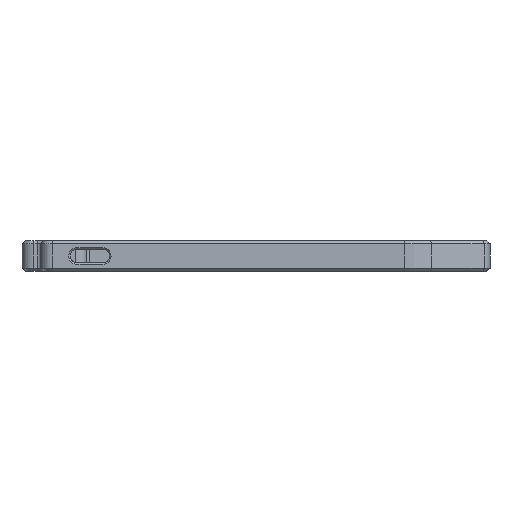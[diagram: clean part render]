
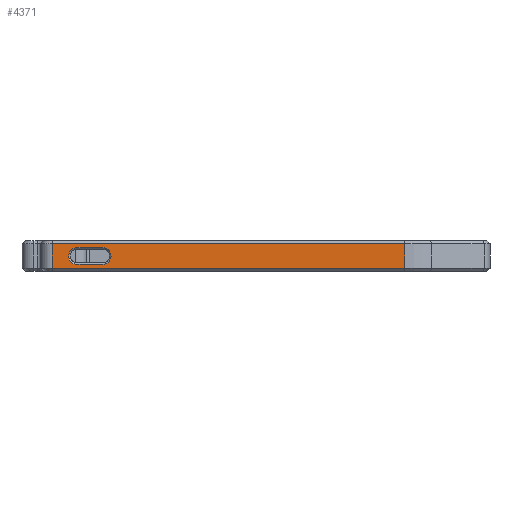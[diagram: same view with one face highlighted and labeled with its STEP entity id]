
A CAD part, left-side view. The second image highlights one B-rep face of the part: STEP entity #4371.
In plain terms, the highlighted planar face has unit normal (-1, 0, 0).
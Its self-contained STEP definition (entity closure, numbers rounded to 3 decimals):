
#1828 = VERTEX_POINT('',#1829);
#1829 = CARTESIAN_POINT('',(116.25,4.938,0.8));
#1878 = VERTEX_POINT('',#1879);
#1879 = CARTESIAN_POINT('',(116.25,94.5,0.8));
#1887 = EDGE_CURVE('',#1878,#1828,#1888,.T.);
#1888 = LINE('',#1889,#1890);
#1889 = CARTESIAN_POINT('',(116.25,94.5,0.8));
#1890 = VECTOR('',#1891,1.);
#1891 = DIRECTION('',(-0.,-1.,-0.));
#4350 = EDGE_CURVE('',#1828,#4351,#4353,.T.);
#4351 = VERTEX_POINT('',#4352);
#4352 = CARTESIAN_POINT('',(116.25,4.938,7.));
#4353 = LINE('',#4354,#4355);
#4354 = CARTESIAN_POINT('',(116.25,4.938,0.));
#4355 = VECTOR('',#4356,1.);
#4356 = DIRECTION('',(0.,0.,1.));
#4371 = ADVANCED_FACE('',(#4372,#4408),#4426,.F.);
#4372 = FACE_BOUND('',#4373,.T.);
#4373 = EDGE_LOOP('',(#4374,#4385,#4393,#4402));
#4374 = ORIENTED_EDGE('',*,*,#4375,.F.);
#4375 = EDGE_CURVE('',#4376,#4378,#4380,.T.);
#4376 = VERTEX_POINT('',#4377);
#4377 = CARTESIAN_POINT('',(116.25,88.29,6.));
#4378 = VERTEX_POINT('',#4379);
#4379 = CARTESIAN_POINT('',(116.25,88.29,1.78));
#4380 = CIRCLE('',#4381,2.11);
#4381 = AXIS2_PLACEMENT_3D('',#4382,#4383,#4384);
#4382 = CARTESIAN_POINT('',(116.25,88.29,3.89));
#4383 = DIRECTION('',(-1.,0.,0.));
#4384 = DIRECTION('',(0.,0.,1.));
#4385 = ORIENTED_EDGE('',*,*,#4386,.F.);
#4386 = EDGE_CURVE('',#4387,#4376,#4389,.T.);
#4387 = VERTEX_POINT('',#4388);
#4388 = CARTESIAN_POINT('',(116.25,81.71,6.));
#4389 = LINE('',#4390,#4391);
#4390 = CARTESIAN_POINT('',(116.25,81.71,6.));
#4391 = VECTOR('',#4392,1.);
#4392 = DIRECTION('',(0.,1.,0.));
#4393 = ORIENTED_EDGE('',*,*,#4394,.F.);
#4394 = EDGE_CURVE('',#4395,#4387,#4397,.T.);
#4395 = VERTEX_POINT('',#4396);
#4396 = CARTESIAN_POINT('',(116.25,81.71,1.78));
#4397 = CIRCLE('',#4398,2.11);
#4398 = AXIS2_PLACEMENT_3D('',#4399,#4400,#4401);
#4399 = CARTESIAN_POINT('',(116.25,81.71,3.89));
#4400 = DIRECTION('',(-1.,0.,-0.));
#4401 = DIRECTION('',(0.,0.,-1.));
#4402 = ORIENTED_EDGE('',*,*,#4403,.F.);
#4403 = EDGE_CURVE('',#4378,#4395,#4404,.T.);
#4404 = LINE('',#4405,#4406);
#4405 = CARTESIAN_POINT('',(116.25,88.29,1.78));
#4406 = VECTOR('',#4407,1.);
#4407 = DIRECTION('',(0.,-1.,0.));
#4408 = FACE_BOUND('',#4409,.T.);
#4409 = EDGE_LOOP('',(#4410,#4411,#4419,#4425));
#4410 = ORIENTED_EDGE('',*,*,#4350,.T.);
#4411 = ORIENTED_EDGE('',*,*,#4412,.F.);
#4412 = EDGE_CURVE('',#4413,#4351,#4415,.T.);
#4413 = VERTEX_POINT('',#4414);
#4414 = CARTESIAN_POINT('',(116.25,94.5,7.));
#4415 = LINE('',#4416,#4417);
#4416 = CARTESIAN_POINT('',(116.25,94.5,7.));
#4417 = VECTOR('',#4418,1.);
#4418 = DIRECTION('',(0.,-1.,0.));
#4419 = ORIENTED_EDGE('',*,*,#4420,.F.);
#4420 = EDGE_CURVE('',#1878,#4413,#4421,.T.);
#4421 = LINE('',#4422,#4423);
#4422 = CARTESIAN_POINT('',(116.25,94.5,0.));
#4423 = VECTOR('',#4424,1.);
#4424 = DIRECTION('',(0.,0.,1.));
#4425 = ORIENTED_EDGE('',*,*,#1887,.T.);
#4426 = PLANE('',#4427);
#4427 = AXIS2_PLACEMENT_3D('',#4428,#4429,#4430);
#4428 = CARTESIAN_POINT('',(116.25,4.938,0.));
#4429 = DIRECTION('',(1.,0.,0.));
#4430 = DIRECTION('',(0.,-1.,0.));
